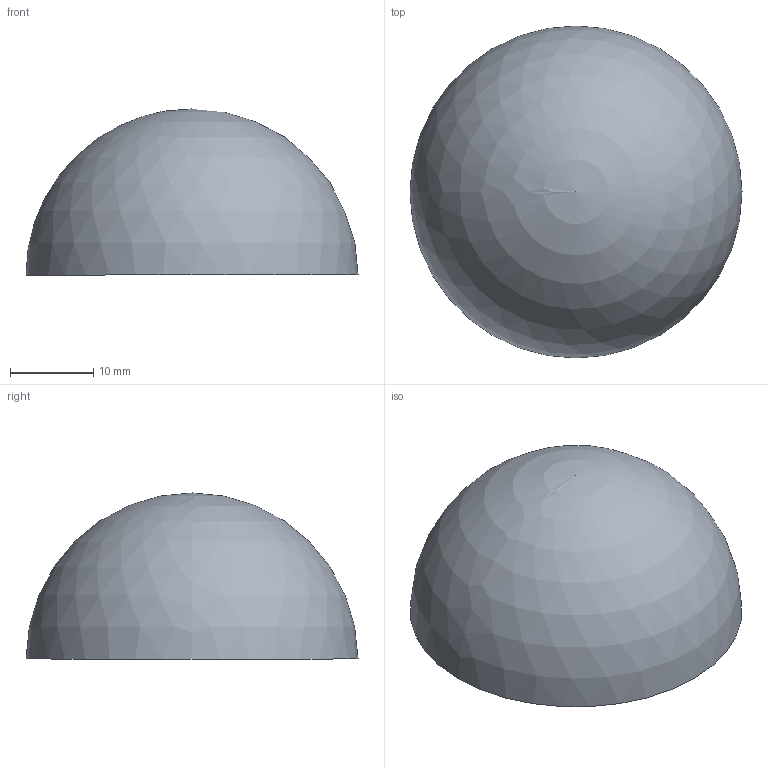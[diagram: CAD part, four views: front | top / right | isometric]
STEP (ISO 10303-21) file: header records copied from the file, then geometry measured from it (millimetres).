
FILE_DESCRIPTION (( 'STEP AP203' ), '1' );
FILE_NAME ('620040.step', '2020-07-15T11:51:25', ( '' ), ( '' ), 'SwSTEP 2.0', 'SolidWorks 2018', '' );
FILE_SCHEMA (( 'CONFIG_CONTROL_DESIGN' ));
Length unit declared in the file: millimetre
Products named in the file (1): 620040
Bounding box: 40 x 40 x 20 mm (x, y, z)
Volume: 4540.6 mm3; surface area: 4791.7 mm2
Topology: 1 solids, 1 shells, 191 faces, 506 edges, 338 vertices
Faces by surface type: bspline 90, plane 77, sphere 24
Entity records: 9893 total; most frequent: CARTESIAN_POINT 5552, ORIENTED_EDGE 1004, DIRECTION 682, EDGE_CURVE 502, VERTEX_POINT 336, AXIS2_PLACEMENT_3D 258, EDGE_LOOP 214, FACE_OUTER_BOUND 191
